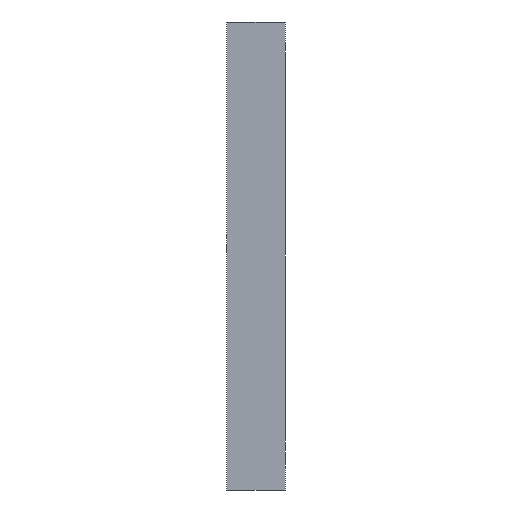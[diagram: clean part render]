
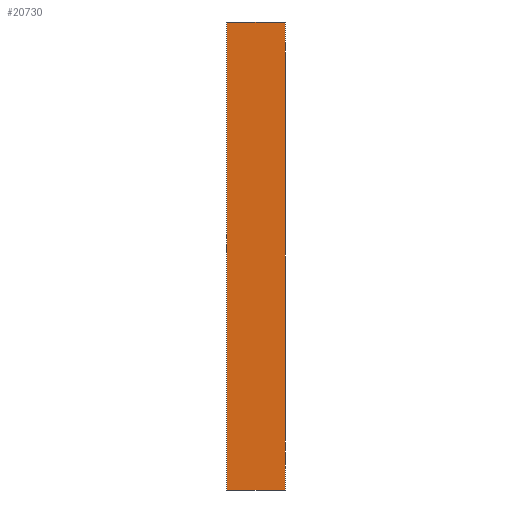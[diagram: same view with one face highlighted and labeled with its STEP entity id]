
A CAD part, left-side view. The second image highlights one B-rep face of the part: STEP entity #20730.
In plain terms, the highlighted planar face has unit normal (-1, 0, 0).
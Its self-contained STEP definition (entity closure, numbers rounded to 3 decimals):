
#44 = PLANE('',#45);
#45 = AXIS2_PLACEMENT_3D('',#46,#47,#48);
#46 = CARTESIAN_POINT('',(-105.,-230.,-60.));
#47 = DIRECTION('',(0.,1.,0.));
#48 = DIRECTION('',(1.,0.,0.));
#72 = PLANE('',#73);
#73 = AXIS2_PLACEMENT_3D('',#74,#75,#76);
#74 = CARTESIAN_POINT('',(0.,-239.565,60.));
#75 = DIRECTION('',(0.,0.,1.));
#76 = DIRECTION('',(1.,0.,0.));
#126 = PLANE('',#127);
#127 = AXIS2_PLACEMENT_3D('',#128,#129,#130);
#128 = CARTESIAN_POINT('',(0.,-239.565,-60.));
#129 = DIRECTION('',(0.,0.,1.));
#130 = DIRECTION('',(1.,0.,0.));
#141 = EDGE_CURVE('',#142,#144,#146,.T.);
#142 = VERTEX_POINT('',#143);
#143 = CARTESIAN_POINT('',(-105.,-230.,-60.));
#144 = VERTEX_POINT('',#145);
#145 = CARTESIAN_POINT('',(-105.,-230.,60.));
#146 = SURFACE_CURVE('',#147,(#151,#158),.PCURVE_S1.);
#147 = LINE('',#148,#149);
#148 = CARTESIAN_POINT('',(-105.,-230.,-60.));
#149 = VECTOR('',#150,1.);
#150 = DIRECTION('',(0.,0.,1.));
#151 = PCURVE('',#44,#152);
#152 = DEFINITIONAL_REPRESENTATION('',(#153),#157);
#153 = LINE('',#154,#155);
#154 = CARTESIAN_POINT('',(0.,0.));
#155 = VECTOR('',#156,1.);
#156 = DIRECTION('',(0.,-1.));
#157 = ( GEOMETRIC_REPRESENTATION_CONTEXT(2) 
PARAMETRIC_REPRESENTATION_CONTEXT() REPRESENTATION_CONTEXT('2D SPACE',''
  ) );
#158 = PCURVE('',#159,#164);
#159 = PLANE('',#160);
#160 = AXIS2_PLACEMENT_3D('',#161,#162,#163);
#161 = CARTESIAN_POINT('',(-105.,-245.,-60.));
#162 = DIRECTION('',(-1.,0.,0.));
#163 = DIRECTION('',(0.,1.,0.));
#164 = DEFINITIONAL_REPRESENTATION('',(#165),#169);
#165 = LINE('',#166,#167);
#166 = CARTESIAN_POINT('',(15.,0.));
#167 = VECTOR('',#168,1.);
#168 = DIRECTION('',(0.,-1.));
#169 = ( GEOMETRIC_REPRESENTATION_CONTEXT(2) 
PARAMETRIC_REPRESENTATION_CONTEXT() REPRESENTATION_CONTEXT('2D SPACE',''
  ) );
#20563 = VERTEX_POINT('',#20564);
#20564 = CARTESIAN_POINT('',(-105.,-245.,-60.));
#20578 = PLANE('',#20579);
#20579 = AXIS2_PLACEMENT_3D('',#20580,#20581,#20582);
#20580 = CARTESIAN_POINT('',(105.,-245.,-60.));
#20581 = DIRECTION('',(0.,-1.,0.));
#20582 = DIRECTION('',(-1.,0.,0.));
#20590 = EDGE_CURVE('',#20563,#142,#20591,.T.);
#20591 = SURFACE_CURVE('',#20592,(#20596,#20603),.PCURVE_S1.);
#20592 = LINE('',#20593,#20594);
#20593 = CARTESIAN_POINT('',(-105.,-245.,-60.));
#20594 = VECTOR('',#20595,1.);
#20595 = DIRECTION('',(0.,1.,0.));
#20596 = PCURVE('',#126,#20597);
#20597 = DEFINITIONAL_REPRESENTATION('',(#20598),#20602);
#20598 = LINE('',#20599,#20600);
#20599 = CARTESIAN_POINT('',(-105.,-5.435));
#20600 = VECTOR('',#20601,1.);
#20601 = DIRECTION('',(0.,1.));
#20602 = ( GEOMETRIC_REPRESENTATION_CONTEXT(2) 
PARAMETRIC_REPRESENTATION_CONTEXT() REPRESENTATION_CONTEXT('2D SPACE',''
  ) );
#20603 = PCURVE('',#159,#20604);
#20604 = DEFINITIONAL_REPRESENTATION('',(#20605),#20609);
#20605 = LINE('',#20606,#20607);
#20606 = CARTESIAN_POINT('',(0.,0.));
#20607 = VECTOR('',#20608,1.);
#20608 = DIRECTION('',(1.,0.));
#20609 = ( GEOMETRIC_REPRESENTATION_CONTEXT(2) 
PARAMETRIC_REPRESENTATION_CONTEXT() REPRESENTATION_CONTEXT('2D SPACE',''
  ) );
#20687 = VERTEX_POINT('',#20688);
#20688 = CARTESIAN_POINT('',(-105.,-245.,60.));
#20709 = EDGE_CURVE('',#20687,#144,#20710,.T.);
#20710 = SURFACE_CURVE('',#20711,(#20715,#20722),.PCURVE_S1.);
#20711 = LINE('',#20712,#20713);
#20712 = CARTESIAN_POINT('',(-105.,-245.,60.));
#20713 = VECTOR('',#20714,1.);
#20714 = DIRECTION('',(0.,1.,0.));
#20715 = PCURVE('',#72,#20716);
#20716 = DEFINITIONAL_REPRESENTATION('',(#20717),#20721);
#20717 = LINE('',#20718,#20719);
#20718 = CARTESIAN_POINT('',(-105.,-5.435));
#20719 = VECTOR('',#20720,1.);
#20720 = DIRECTION('',(0.,1.));
#20721 = ( GEOMETRIC_REPRESENTATION_CONTEXT(2) 
PARAMETRIC_REPRESENTATION_CONTEXT() REPRESENTATION_CONTEXT('2D SPACE',''
  ) );
#20722 = PCURVE('',#159,#20723);
#20723 = DEFINITIONAL_REPRESENTATION('',(#20724),#20728);
#20724 = LINE('',#20725,#20726);
#20725 = CARTESIAN_POINT('',(0.,-120.));
#20726 = VECTOR('',#20727,1.);
#20727 = DIRECTION('',(1.,0.));
#20728 = ( GEOMETRIC_REPRESENTATION_CONTEXT(2) 
PARAMETRIC_REPRESENTATION_CONTEXT() REPRESENTATION_CONTEXT('2D SPACE',''
  ) );
#20730 = ADVANCED_FACE('',(#20731),#159,.T.);
#20731 = FACE_BOUND('',#20732,.T.);
#20732 = EDGE_LOOP('',(#20733,#20754,#20755,#20756));
#20733 = ORIENTED_EDGE('',*,*,#20734,.T.);
#20734 = EDGE_CURVE('',#20563,#20687,#20735,.T.);
#20735 = SURFACE_CURVE('',#20736,(#20740,#20747),.PCURVE_S1.);
#20736 = LINE('',#20737,#20738);
#20737 = CARTESIAN_POINT('',(-105.,-245.,-60.));
#20738 = VECTOR('',#20739,1.);
#20739 = DIRECTION('',(0.,0.,1.));
#20740 = PCURVE('',#159,#20741);
#20741 = DEFINITIONAL_REPRESENTATION('',(#20742),#20746);
#20742 = LINE('',#20743,#20744);
#20743 = CARTESIAN_POINT('',(0.,0.));
#20744 = VECTOR('',#20745,1.);
#20745 = DIRECTION('',(0.,-1.));
#20746 = ( GEOMETRIC_REPRESENTATION_CONTEXT(2) 
PARAMETRIC_REPRESENTATION_CONTEXT() REPRESENTATION_CONTEXT('2D SPACE',''
  ) );
#20747 = PCURVE('',#20578,#20748);
#20748 = DEFINITIONAL_REPRESENTATION('',(#20749),#20753);
#20749 = LINE('',#20750,#20751);
#20750 = CARTESIAN_POINT('',(210.,0.));
#20751 = VECTOR('',#20752,1.);
#20752 = DIRECTION('',(0.,-1.));
#20753 = ( GEOMETRIC_REPRESENTATION_CONTEXT(2) 
PARAMETRIC_REPRESENTATION_CONTEXT() REPRESENTATION_CONTEXT('2D SPACE',''
  ) );
#20754 = ORIENTED_EDGE('',*,*,#20709,.T.);
#20755 = ORIENTED_EDGE('',*,*,#141,.F.);
#20756 = ORIENTED_EDGE('',*,*,#20590,.F.);
